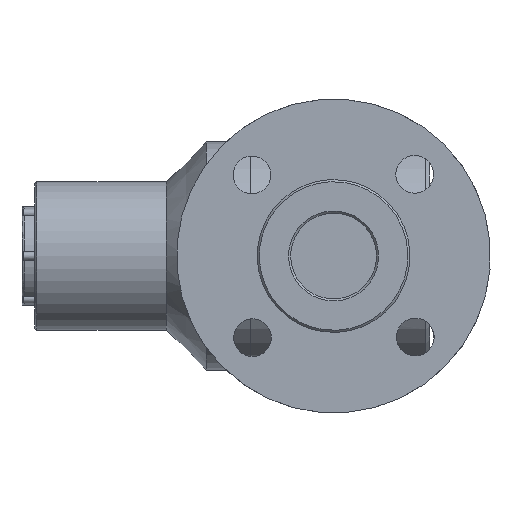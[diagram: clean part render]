
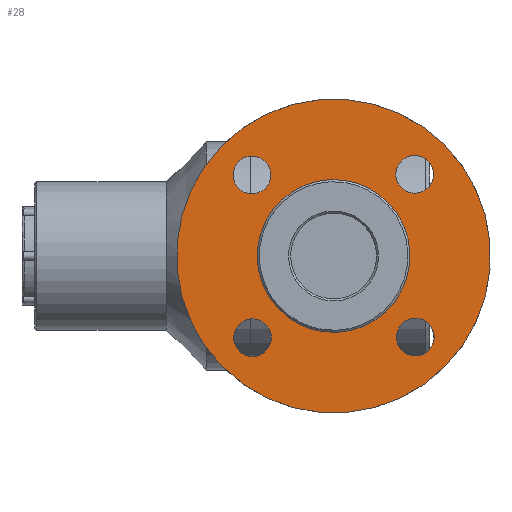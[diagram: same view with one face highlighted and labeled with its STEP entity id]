
A CAD part, left-side view. The second image highlights one B-rep face of the part: STEP entity #28.
In plain terms, the highlighted face is planar.
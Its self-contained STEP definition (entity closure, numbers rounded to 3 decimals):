
#16 = CIRCLE ( 'NONE', #1431, 9. ) ;
#28 = ADVANCED_FACE ( 'NONE', ( #497, #2897, #2403, #2884, #765, #447 ), #2350, .F. ) ;
#48 = EDGE_LOOP ( 'NONE', ( #2789 ) ) ;
#84 = DIRECTION ( 'NONE',  ( 1., 0., 0. ) ) ;
#105 = AXIS2_PLACEMENT_3D ( 'NONE', #3421, #2638, #997 ) ;
#165 = CARTESIAN_POINT ( 'NONE',  ( -55., 0., 0. ) ) ;
#238 = EDGE_LOOP ( 'NONE', ( #2357 ) ) ;
#273 = VERTEX_POINT ( 'NONE', #816 ) ;
#408 = DIRECTION ( 'NONE',  ( 0., 0., 1. ) ) ;
#447 = FACE_BOUND ( 'NONE', #2910, .T. ) ;
#468 = AXIS2_PLACEMENT_3D ( 'NONE', #890, #641, #2532 ) ;
#497 = FACE_BOUND ( 'NONE', #1586, .T. ) ;
#556 = EDGE_CURVE ( 'NONE', #3258, #3258, #1069, .T. ) ;
#606 = EDGE_CURVE ( 'NONE', #3487, #3487, #1696, .T. ) ;
#641 = DIRECTION ( 'NONE',  ( 0., 0., 1. ) ) ;
#677 = CARTESIAN_POINT ( 'NONE',  ( 0., 55., 0. ) ) ;
#693 = DIRECTION ( 'NONE',  ( 0., 0., 1. ) ) ;
#743 = DIRECTION ( 'NONE',  ( 0., 0., 1. ) ) ;
#765 = FACE_OUTER_BOUND ( 'NONE', #238, .T. ) ;
#766 = CARTESIAN_POINT ( 'NONE',  ( 30.75, 0., 0. ) ) ;
#779 = VERTEX_POINT ( 'NONE', #1346 ) ;
#816 = CARTESIAN_POINT ( 'NONE',  ( 9., -55., 0. ) ) ;
#890 = CARTESIAN_POINT ( 'NONE',  ( 0., 0., 0. ) ) ;
#916 = CARTESIAN_POINT ( 'NONE',  ( 55., 0., 0. ) ) ;
#997 = DIRECTION ( 'NONE',  ( 1., 0., 0. ) ) ;
#1017 = CARTESIAN_POINT ( 'NONE',  ( 0., 0., 0. ) ) ;
#1064 = VERTEX_POINT ( 'NONE', #1922 ) ;
#1069 = CIRCLE ( 'NONE', #2043, 9. ) ;
#1112 = ORIENTED_EDGE ( 'NONE', *, *, #1873, .T. ) ;
#1117 = EDGE_CURVE ( 'NONE', #779, #779, #2459, .T. ) ;
#1217 = CARTESIAN_POINT ( 'NONE',  ( 0., -55., 0. ) ) ;
#1281 = EDGE_CURVE ( 'NONE', #1850, #1850, #16, .T. ) ;
#1306 = DIRECTION ( 'NONE',  ( 1., 0., 0. ) ) ;
#1325 = EDGE_CURVE ( 'NONE', #1064, #1064, #2462, .T. ) ;
#1346 = CARTESIAN_POINT ( 'NONE',  ( 75., 0., 0. ) ) ;
#1431 = AXIS2_PLACEMENT_3D ( 'NONE', #165, #693, #1524 ) ;
#1434 = EDGE_LOOP ( 'NONE', ( #1112 ) ) ;
#1524 = DIRECTION ( 'NONE',  ( 1., 0., 0. ) ) ;
#1583 = DIRECTION ( 'NONE',  ( 1., 0., 0. ) ) ;
#1586 = EDGE_LOOP ( 'NONE', ( #2454 ) ) ;
#1696 = CIRCLE ( 'NONE', #2662, 30.75 ) ;
#1850 = VERTEX_POINT ( 'NONE', #2983 ) ;
#1873 = EDGE_CURVE ( 'NONE', #273, #273, #1942, .T. ) ;
#1922 = CARTESIAN_POINT ( 'NONE',  ( 9., 55., 0. ) ) ;
#1942 = CIRCLE ( 'NONE', #2851, 9. ) ;
#2004 = AXIS2_PLACEMENT_3D ( 'NONE', #677, #743, #1306 ) ;
#2043 = AXIS2_PLACEMENT_3D ( 'NONE', #916, #408, #3321 ) ;
#2108 = DIRECTION ( 'NONE',  ( 0., 0., 1. ) ) ;
#2256 = DIRECTION ( 'NONE',  ( 0., 0., 1. ) ) ;
#2328 = ORIENTED_EDGE ( 'NONE', *, *, #606, .T. ) ;
#2350 = PLANE ( 'NONE',  #105 ) ;
#2357 = ORIENTED_EDGE ( 'NONE', *, *, #1117, .F. ) ;
#2403 = FACE_BOUND ( 'NONE', #3298, .T. ) ;
#2454 = ORIENTED_EDGE ( 'NONE', *, *, #1281, .T. ) ;
#2459 = CIRCLE ( 'NONE', #468, 75. ) ;
#2462 = CIRCLE ( 'NONE', #2004, 9. ) ;
#2532 = DIRECTION ( 'NONE',  ( 1., 0., 0. ) ) ;
#2638 = DIRECTION ( 'NONE',  ( 0., 0., 1. ) ) ;
#2662 = AXIS2_PLACEMENT_3D ( 'NONE', #1017, #2108, #1583 ) ;
#2696 = ORIENTED_EDGE ( 'NONE', *, *, #556, .T. ) ;
#2789 = ORIENTED_EDGE ( 'NONE', *, *, #1325, .T. ) ;
#2851 = AXIS2_PLACEMENT_3D ( 'NONE', #1217, #2256, #84 ) ;
#2884 = FACE_BOUND ( 'NONE', #1434, .T. ) ;
#2897 = FACE_BOUND ( 'NONE', #48, .T. ) ;
#2910 = EDGE_LOOP ( 'NONE', ( #2328 ) ) ;
#2983 = CARTESIAN_POINT ( 'NONE',  ( -46., 0., 0. ) ) ;
#3187 = CARTESIAN_POINT ( 'NONE',  ( 64., 0., 0. ) ) ;
#3258 = VERTEX_POINT ( 'NONE', #3187 ) ;
#3298 = EDGE_LOOP ( 'NONE', ( #2696 ) ) ;
#3321 = DIRECTION ( 'NONE',  ( 1., 0., 0. ) ) ;
#3421 = CARTESIAN_POINT ( 'NONE',  ( 0., 0., 0. ) ) ;
#3487 = VERTEX_POINT ( 'NONE', #766 ) ;
